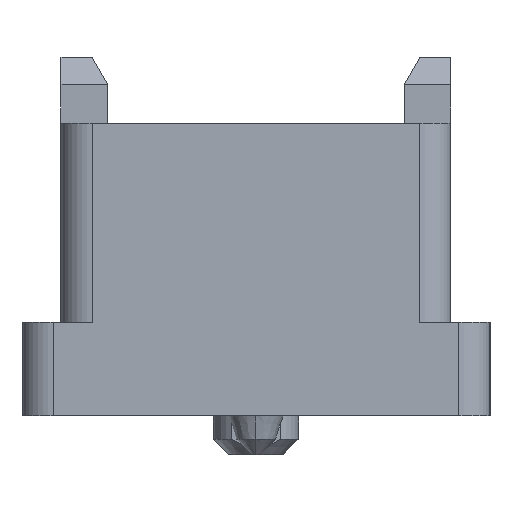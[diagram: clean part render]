
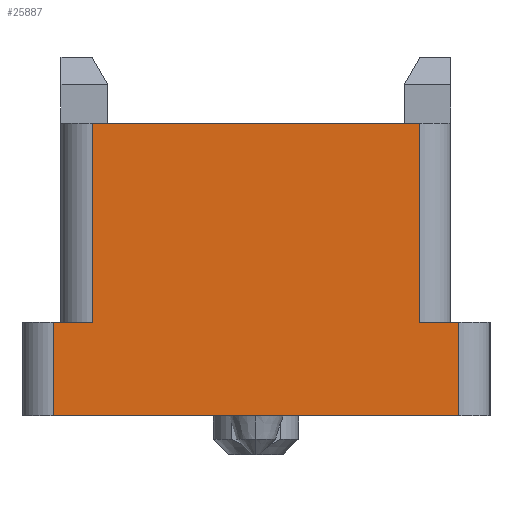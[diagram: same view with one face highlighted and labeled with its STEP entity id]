
A CAD part, left-side view. The second image highlights one B-rep face of the part: STEP entity #25887.
In plain terms, the highlighted planar face has unit normal (-1, 0, 0).
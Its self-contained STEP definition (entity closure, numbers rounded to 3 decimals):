
#369=DIRECTION('',(0.,1.,0.));
#370=VECTOR('',#369,4.2);
#371=CARTESIAN_POINT('',(-18.9,-2.1,-0.85));
#372=LINE('',#371,#370);
#2449=DIRECTION('',(0.,-1.,0.));
#2450=VECTOR('',#2449,0.5);
#2451=CARTESIAN_POINT('',(-18.9,2.6,-3.4));
#2452=LINE('',#2451,#2450);
#2479=DIRECTION('',(0.,-1.,0.));
#2480=VECTOR('',#2479,0.5);
#2481=CARTESIAN_POINT('',(-18.9,-2.1,-3.4));
#2482=LINE('',#2481,#2480);
#2531=DIRECTION('',(0.,1.,0.));
#2532=VECTOR('',#2531,5.2);
#2533=CARTESIAN_POINT('',(-18.9,-2.6,-4.6));
#2534=LINE('',#2533,#2532);
#2535=DIRECTION('',(0.,0.,1.));
#2536=VECTOR('',#2535,1.2);
#2537=CARTESIAN_POINT('',(-18.9,2.6,-4.6));
#2538=LINE('',#2537,#2536);
#2539=DIRECTION('',(0.,0.,-1.));
#2540=VECTOR('',#2539,2.55);
#2541=CARTESIAN_POINT('',(-18.9,2.1,-0.85));
#2542=LINE('',#2541,#2540);
#2553=DIRECTION('',(0.,0.,-1.));
#2554=VECTOR('',#2553,2.55);
#2555=CARTESIAN_POINT('',(-18.9,-2.1,-0.85));
#2556=LINE('',#2555,#2554);
#2557=DIRECTION('',(0.,0.,1.));
#2558=VECTOR('',#2557,1.2);
#2559=CARTESIAN_POINT('',(-18.9,-2.6,-4.6));
#2560=LINE('',#2559,#2558);
#17646=CARTESIAN_POINT('',(-18.9,2.6,-4.6));
#17647=VERTEX_POINT('',#17646);
#17648=CARTESIAN_POINT('',(-18.9,-2.6,-4.6));
#17650=VERTEX_POINT('',#17648);
#17670=CARTESIAN_POINT('',(-18.9,2.6,-3.4));
#17671=VERTEX_POINT('',#17670);
#17672=CARTESIAN_POINT('',(-18.9,-2.6,-3.4));
#17674=VERTEX_POINT('',#17672);
#17679=CARTESIAN_POINT('',(-18.9,2.1,-3.4));
#17681=VERTEX_POINT('',#17679);
#17682=CARTESIAN_POINT('',(-18.9,-2.1,-3.4));
#17684=VERTEX_POINT('',#17682);
#17703=CARTESIAN_POINT('',(-18.9,2.1,-0.85));
#17705=VERTEX_POINT('',#17703);
#17706=CARTESIAN_POINT('',(-18.9,-2.1,-0.85));
#17708=VERTEX_POINT('',#17706);
#25869=CARTESIAN_POINT('',(-18.9,2.1,0.));
#25870=DIRECTION('',(-1.,0.,0.));
#25871=DIRECTION('',(0.,-1.,0.));
#25872=AXIS2_PLACEMENT_3D('',#25869,#25870,#25871);
#25873=PLANE('',#25872);
#25874=ORIENTED_EDGE('',*,*,#23434,.F.);
#25876=ORIENTED_EDGE('',*,*,#25875,.T.);
#25877=ORIENTED_EDGE('',*,*,#25815,.T.);
#25879=ORIENTED_EDGE('',*,*,#25878,.F.);
#25880=ORIENTED_EDGE('',*,*,#25706,.T.);
#25882=ORIENTED_EDGE('',*,*,#25881,.T.);
#25883=ORIENTED_EDGE('',*,*,#25791,.T.);
#25884=ORIENTED_EDGE('',*,*,#25862,.F.);
#25885=EDGE_LOOP('',(#25874,#25876,#25877,#25879,#25880,#25882,#25883,#25884));
#25886=FACE_OUTER_BOUND('',#25885,.F.);
#23434=EDGE_CURVE('',#17708,#17705,#372,.T.);
#25706=EDGE_CURVE('',#17650,#17647,#2534,.T.);
#25791=EDGE_CURVE('',#17671,#17681,#2452,.T.);
#25815=EDGE_CURVE('',#17684,#17674,#2482,.T.);
#25862=EDGE_CURVE('',#17705,#17681,#2542,.T.);
#25875=EDGE_CURVE('',#17708,#17684,#2556,.T.);
#25878=EDGE_CURVE('',#17650,#17674,#2560,.T.);
#25881=EDGE_CURVE('',#17647,#17671,#2538,.T.);
#25887=ADVANCED_FACE('',(#25886),#25873,.T.);
